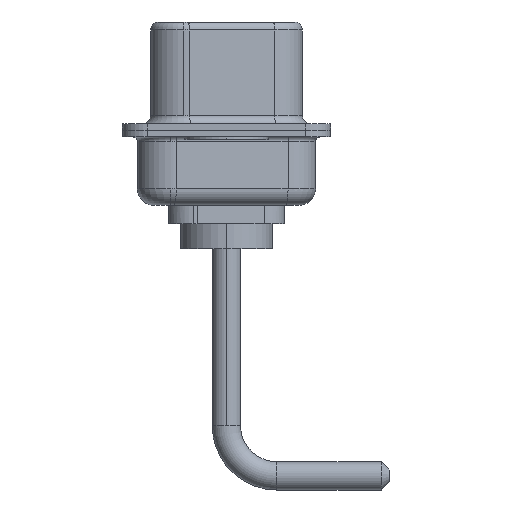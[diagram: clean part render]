
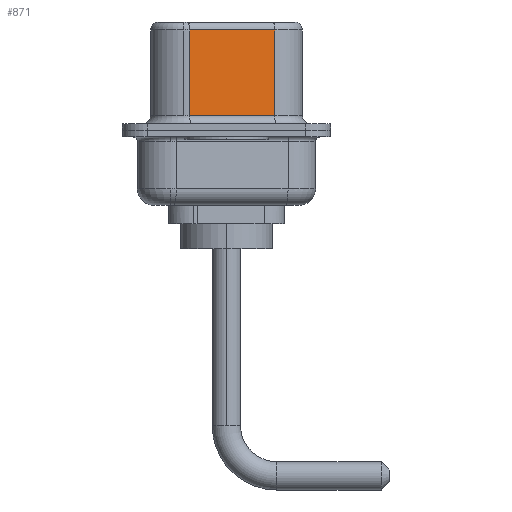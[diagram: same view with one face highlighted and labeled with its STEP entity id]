
A CAD part, left-side view. The second image highlights one B-rep face of the part: STEP entity #871.
In plain terms, the highlighted planar face has unit normal (-0.985, -0.174, 0).
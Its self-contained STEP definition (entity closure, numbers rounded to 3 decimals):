
#80 = EDGE_CURVE ( 'NONE', #13074, #3818, #12724, .T. ) ;
#254 = ORIENTED_EDGE ( 'NONE', *, *, #80, .T. ) ;
#773 = LINE ( 'NONE', #1859, #8692 ) ;
#871 = ADVANCED_FACE ( 'NONE', ( #5237 ), #8269, .F. ) ;
#1859 = CARTESIAN_POINT ( 'NONE',  ( 4.58, -2.897, 6.52 ) ) ;
#2020 = EDGE_LOOP ( 'NONE', ( #2551, #9001, #254, #6252 ) ) ;
#2035 = EDGE_CURVE ( 'NONE', #7125, #13074, #5375, .T. ) ;
#2551 = ORIENTED_EDGE ( 'NONE', *, *, #5870, .F. ) ;
#2591 = VECTOR ( 'NONE', #8457, 1000. ) ;
#2859 = CARTESIAN_POINT ( 'NONE',  ( 3.68, 2.203, 6.02 ) ) ;
#3006 = LINE ( 'NONE', #3074, #10345 ) ;
#3074 = CARTESIAN_POINT ( 'NONE',  ( 4.58, -2.897, 0.9 ) ) ;
#3346 = CARTESIAN_POINT ( 'NONE',  ( 4.58, -2.897, 6.02 ) ) ;
#3818 = VERTEX_POINT ( 'NONE', #7009 ) ;
#4057 = CARTESIAN_POINT ( 'NONE',  ( 3.68, 2.203, 6.52 ) ) ;
#4472 = VECTOR ( 'NONE', #9985, 1000. ) ;
#5237 = FACE_OUTER_BOUND ( 'NONE', #2020, .T. ) ;
#5375 = LINE ( 'NONE', #3346, #4472 ) ;
#5870 = EDGE_CURVE ( 'NONE', #7125, #7270, #773, .T. ) ;
#6185 = DIRECTION ( 'NONE',  ( -0.174, 0.985, 0. ) ) ;
#6252 = ORIENTED_EDGE ( 'NONE', *, *, #7276, .T. ) ;
#7009 = CARTESIAN_POINT ( 'NONE',  ( 3.68, 2.203, 0.9 ) ) ;
#7125 = VERTEX_POINT ( 'NONE', #10523 ) ;
#7270 = VERTEX_POINT ( 'NONE', #12901 ) ;
#7276 = EDGE_CURVE ( 'NONE', #3818, #7270, #3006, .T. ) ;
#7432 = AXIS2_PLACEMENT_3D ( 'NONE', #12884, #12957, #6185 ) ;
#8269 = PLANE ( 'NONE',  #7432 ) ;
#8457 = DIRECTION ( 'NONE',  ( 0., 0., -1. ) ) ;
#8692 = VECTOR ( 'NONE', #10809, 1000. ) ;
#9001 = ORIENTED_EDGE ( 'NONE', *, *, #2035, .T. ) ;
#9985 = DIRECTION ( 'NONE',  ( -0.174, 0.985, 0. ) ) ;
#10345 = VECTOR ( 'NONE', #12036, 1000. ) ;
#10523 = CARTESIAN_POINT ( 'NONE',  ( 4.58, -2.897, 6.02 ) ) ;
#10809 = DIRECTION ( 'NONE',  ( 0., 0., -1. ) ) ;
#12036 = DIRECTION ( 'NONE',  ( 0.174, -0.985, 0. ) ) ;
#12724 = LINE ( 'NONE', #4057, #2591 ) ;
#12884 = CARTESIAN_POINT ( 'NONE',  ( 4.58, -2.897, 6.52 ) ) ;
#12901 = CARTESIAN_POINT ( 'NONE',  ( 4.58, -2.897, 0.9 ) ) ;
#12957 = DIRECTION ( 'NONE',  ( 0.985, 0.174, 0. ) ) ;
#13074 = VERTEX_POINT ( 'NONE', #2859 ) ;
